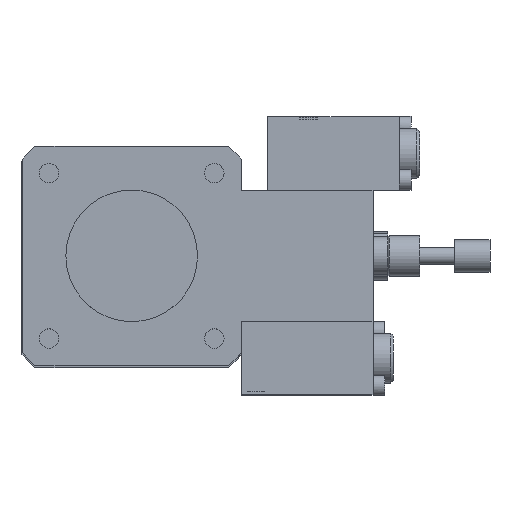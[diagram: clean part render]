
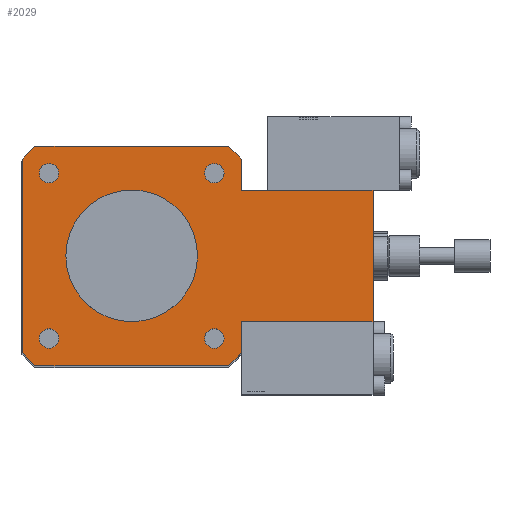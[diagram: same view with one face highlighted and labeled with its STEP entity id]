
A CAD part, top view. The second image highlights one B-rep face of the part: STEP entity #2029.
In plain terms, the highlighted planar face has unit normal (0, 0, 1).
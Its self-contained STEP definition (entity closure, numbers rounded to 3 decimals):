
#133=CARTESIAN_POINT('',(-28.25,24.927,396.));
#134=VERTEX_POINT('',#133);
#135=CARTESIAN_POINT('',(-28.25,28.25,396.));
#136=DIRECTION('',(0.0,0.0,-1.0));
#137=DIRECTION('',(0.0,-1.0,0.0));
#138=AXIS2_PLACEMENT_3D('',#135,#136,#137);
#139=CIRCLE('',#138,3.324);
#140=EDGE_CURVE('',#134,#134,#139,.T.);
#191=CARTESIAN_POINT('',(24.927,28.25,396.));
#192=VERTEX_POINT('',#191);
#193=CARTESIAN_POINT('',(28.25,28.25,396.));
#194=DIRECTION('',(0.0,0.0,-1.0));
#195=DIRECTION('',(-1.0,0.0,0.0));
#196=AXIS2_PLACEMENT_3D('',#193,#194,#195);
#197=CIRCLE('',#196,3.324);
#198=EDGE_CURVE('',#192,#192,#197,.T.);
#249=CARTESIAN_POINT('',(28.25,-24.927,396.));
#250=VERTEX_POINT('',#249);
#251=CARTESIAN_POINT('',(28.25,-28.25,396.));
#252=DIRECTION('',(0.0,0.0,-1.0));
#253=DIRECTION('',(0.0,1.0,0.0));
#254=AXIS2_PLACEMENT_3D('',#251,#252,#253);
#255=CIRCLE('',#254,3.324);
#256=EDGE_CURVE('',#250,#250,#255,.T.);
#307=CARTESIAN_POINT('',(-24.927,-28.25,396.));
#308=VERTEX_POINT('',#307);
#309=CARTESIAN_POINT('',(-28.25,-28.25,396.));
#310=DIRECTION('',(0.0,0.0,-1.0));
#311=DIRECTION('',(1.0,0.0,0.0));
#312=AXIS2_PLACEMENT_3D('',#309,#310,#311);
#313=CIRCLE('',#312,3.324);
#314=EDGE_CURVE('',#308,#308,#313,.T.);
#1321=CARTESIAN_POINT('',(82.5,22.5,396.));
#1322=VERTEX_POINT('',#1321);
#1338=CARTESIAN_POINT('',(37.5,22.5,396.));
#1339=VERTEX_POINT('',#1338);
#1346=CARTESIAN_POINT('',(37.5,22.5,396.));
#1347=DIRECTION('',(1.0,0.0,0.0));
#1348=VECTOR('',#1347,45.);
#1349=LINE('',#1346,#1348);
#1350=EDGE_CURVE('',#1339,#1322,#1349,.T.);
#1390=CARTESIAN_POINT('',(82.5,-22.5,396.));
#1391=VERTEX_POINT('',#1390);
#1398=CARTESIAN_POINT('',(37.5,-22.5,396.));
#1399=VERTEX_POINT('',#1398);
#1400=CARTESIAN_POINT('',(37.5,-22.5,396.));
#1401=DIRECTION('',(1.0,0.0,0.0));
#1402=VECTOR('',#1401,45.);
#1403=LINE('',#1400,#1402);
#1404=EDGE_CURVE('',#1399,#1391,#1403,.T.);
#1429=CARTESIAN_POINT('',(82.5,-22.5,396.));
#1430=DIRECTION('',(0.0,1.0,0.0));
#1431=VECTOR('',#1430,45.0);
#1432=LINE('',#1429,#1431);
#1433=EDGE_CURVE('',#1391,#1322,#1432,.T.);
#1470=CARTESIAN_POINT('',(-22.5,0.0,396.));
#1471=VERTEX_POINT('',#1470);
#1472=CARTESIAN_POINT('',(0.0,0.0,396.));
#1473=DIRECTION('',(0.0,0.0,-1.0));
#1474=DIRECTION('',(-1.0,0.0,0.0));
#1475=AXIS2_PLACEMENT_3D('',#1472,#1473,#1474);
#1476=CIRCLE('',#1475,22.5);
#1477=EDGE_CURVE('',#1471,#1471,#1476,.T.);
#1792=CARTESIAN_POINT('',(33.072,37.5,396.));
#1793=VERTEX_POINT('',#1792);
#1794=CARTESIAN_POINT('',(37.5,33.072,396.));
#1795=VERTEX_POINT('',#1794);
#1796=CARTESIAN_POINT('',(0.,0.,396.0));
#1797=DIRECTION('',(0.,0.,-1.0));
#1798=DIRECTION('',(-0.75,-0.661,0.));
#1799=AXIS2_PLACEMENT_3D('',#1796,#1797,#1798);
#1800=CIRCLE('',#1799,50.0);
#1801=EDGE_CURVE('',#1793,#1795,#1800,.T.);
#1825=CARTESIAN_POINT('',(37.5,-33.072,396.));
#1826=VERTEX_POINT('',#1825);
#1827=CARTESIAN_POINT('',(37.5,-22.5,396.));
#1828=DIRECTION('',(0.0,-1.0,0.0));
#1829=VECTOR('',#1828,10.572);
#1830=LINE('',#1827,#1829);
#1831=EDGE_CURVE('',#1399,#1826,#1830,.T.);
#1841=CARTESIAN_POINT('',(37.5,33.072,396.));
#1842=DIRECTION('',(0.0,-1.0,0.0));
#1843=VECTOR('',#1842,10.572);
#1844=LINE('',#1841,#1843);
#1845=EDGE_CURVE('',#1795,#1339,#1844,.T.);
#1857=CARTESIAN_POINT('',(33.072,-37.5,396.));
#1858=VERTEX_POINT('',#1857);
#1859=CARTESIAN_POINT('',(0.,0.,396.0));
#1860=DIRECTION('',(0.,0.,-1.));
#1861=DIRECTION('',(-0.661,0.75,0.));
#1862=AXIS2_PLACEMENT_3D('',#1859,#1860,#1861);
#1863=CIRCLE('',#1862,50.);
#1864=EDGE_CURVE('',#1826,#1858,#1863,.T.);
#1882=CARTESIAN_POINT('',(-33.072,-37.5,396.));
#1883=VERTEX_POINT('',#1882);
#1884=CARTESIAN_POINT('',(33.072,-37.5,396.));
#1885=DIRECTION('',(-1.0,0.0,0.0));
#1886=VECTOR('',#1885,66.144);
#1887=LINE('',#1884,#1886);
#1888=EDGE_CURVE('',#1858,#1883,#1887,.T.);
#1909=CARTESIAN_POINT('',(-37.5,-33.072,396.));
#1910=VERTEX_POINT('',#1909);
#1911=CARTESIAN_POINT('',(0.,0.,396.0));
#1912=DIRECTION('',(0.,0.,-1.0));
#1913=DIRECTION('',(0.75,0.661,0.));
#1914=AXIS2_PLACEMENT_3D('',#1911,#1912,#1913);
#1915=CIRCLE('',#1914,50.);
#1916=EDGE_CURVE('',#1883,#1910,#1915,.T.);
#1934=CARTESIAN_POINT('',(-37.5,33.072,396.));
#1935=VERTEX_POINT('',#1934);
#1936=CARTESIAN_POINT('',(-37.5,-33.072,396.));
#1937=DIRECTION('',(0.0,1.0,0.0));
#1938=VECTOR('',#1937,66.144);
#1939=LINE('',#1936,#1938);
#1940=EDGE_CURVE('',#1910,#1935,#1939,.T.);
#1958=CARTESIAN_POINT('',(-33.072,37.5,396.));
#1959=VERTEX_POINT('',#1958);
#1960=CARTESIAN_POINT('',(0.,0.,396.0));
#1961=DIRECTION('',(0.,0.,-1.));
#1962=DIRECTION('',(0.661,-0.75,0.));
#1963=AXIS2_PLACEMENT_3D('',#1960,#1961,#1962);
#1964=CIRCLE('',#1963,50.0);
#1965=EDGE_CURVE('',#1935,#1959,#1964,.T.);
#1983=CARTESIAN_POINT('',(-33.072,37.5,396.));
#1984=DIRECTION('',(1.0,0.0,0.0));
#1985=VECTOR('',#1984,66.144);
#1986=LINE('',#1983,#1985);
#1987=EDGE_CURVE('',#1959,#1793,#1986,.T.);
#1995=CARTESIAN_POINT('',(0.,0.,396.));
#1996=DIRECTION('',(0.0,0.0,1.0));
#1997=DIRECTION('',(1.0,0.0,0.0));
#1998=AXIS2_PLACEMENT_3D('',#1995,#1996,#1997);
#1999=PLANE('',#1998);
#2000=ORIENTED_EDGE('',*,*,#1801,.F.);
#2001=ORIENTED_EDGE('',*,*,#1987,.F.);
#2002=ORIENTED_EDGE('',*,*,#1965,.F.);
#2003=ORIENTED_EDGE('',*,*,#1940,.F.);
#2004=ORIENTED_EDGE('',*,*,#1916,.F.);
#2005=ORIENTED_EDGE('',*,*,#1888,.F.);
#2006=ORIENTED_EDGE('',*,*,#1864,.F.);
#2007=ORIENTED_EDGE('',*,*,#1831,.F.);
#2008=ORIENTED_EDGE('',*,*,#1404,.T.);
#2009=ORIENTED_EDGE('',*,*,#1433,.T.);
#2010=ORIENTED_EDGE('',*,*,#1350,.F.);
#2011=ORIENTED_EDGE('',*,*,#1845,.F.);
#2012=EDGE_LOOP('',(#2000,#2001,#2002,#2003,#2004,#2005,#2006,#2007,#2008,#2009,#2010,#2011));
#2013=FACE_OUTER_BOUND('',#2012,.T.);
#2014=ORIENTED_EDGE('',*,*,#140,.T.);
#2015=EDGE_LOOP('',(#2014));
#2016=FACE_BOUND('',#2015,.T.);
#2017=ORIENTED_EDGE('',*,*,#198,.T.);
#2018=EDGE_LOOP('',(#2017));
#2019=FACE_BOUND('',#2018,.T.);
#2020=ORIENTED_EDGE('',*,*,#256,.T.);
#2021=EDGE_LOOP('',(#2020));
#2022=FACE_BOUND('',#2021,.T.);
#2023=ORIENTED_EDGE('',*,*,#314,.T.);
#2024=EDGE_LOOP('',(#2023));
#2025=FACE_BOUND('',#2024,.T.);
#2026=ORIENTED_EDGE('',*,*,#1477,.T.);
#2027=EDGE_LOOP('',(#2026));
#2028=FACE_BOUND('',#2027,.T.);
#2029=ADVANCED_FACE('',(#2013,#2016,#2019,#2022,#2025,#2028),#1999,.T.);
